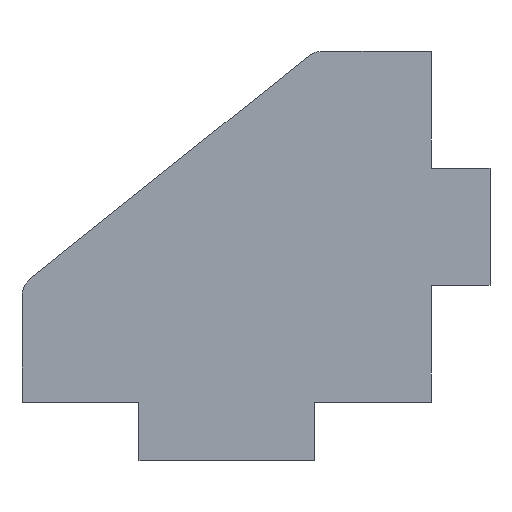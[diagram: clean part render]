
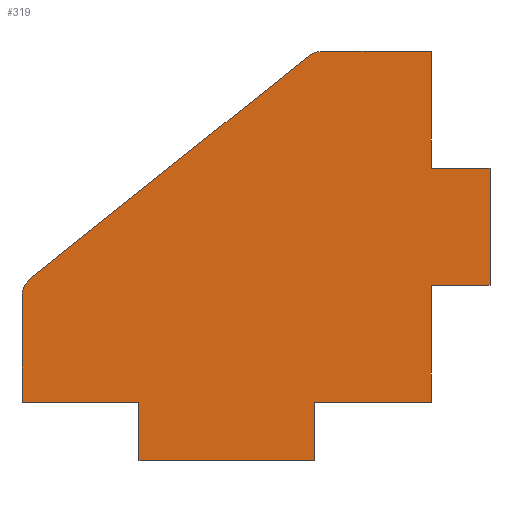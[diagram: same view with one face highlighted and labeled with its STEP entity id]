
A CAD part, left-side view. The second image highlights one B-rep face of the part: STEP entity #319.
In plain terms, the highlighted planar face has unit normal (-1, 0, 0).
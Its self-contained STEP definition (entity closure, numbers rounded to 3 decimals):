
#16=PLANE('',#352);
#32=FACE_OUTER_BOUND('',#49,.T.);
#49=EDGE_LOOP('',(#233,#234,#235,#236,#237,#238,#239,#240,#241,#242,#243,
#244,#245,#246,#247));
#66=LINE('',#466,#107);
#69=LINE('',#472,#110);
#70=LINE('',#476,#111);
#71=LINE('',#478,#112);
#72=LINE('',#480,#113);
#73=LINE('',#482,#114);
#74=LINE('',#484,#115);
#75=LINE('',#486,#116);
#76=LINE('',#488,#117);
#77=LINE('',#490,#118);
#78=LINE('',#492,#119);
#79=LINE('',#494,#120);
#80=LINE('',#495,#121);
#107=VECTOR('',#381,10.);
#110=VECTOR('',#386,10.);
#111=VECTOR('',#389,10.);
#112=VECTOR('',#390,10.);
#113=VECTOR('',#391,10.);
#114=VECTOR('',#392,10.);
#115=VECTOR('',#393,10.);
#116=VECTOR('',#394,10.);
#117=VECTOR('',#395,10.);
#118=VECTOR('',#396,10.);
#119=VECTOR('',#397,10.);
#120=VECTOR('',#398,10.);
#121=VECTOR('',#399,10.);
#147=CIRCLE('',#350,2.);
#148=CIRCLE('',#353,2.);
#152=VERTEX_POINT('',#459);
#153=VERTEX_POINT('',#461);
#154=VERTEX_POINT('',#465);
#156=VERTEX_POINT('',#471);
#157=VERTEX_POINT('',#473);
#158=VERTEX_POINT('',#475);
#159=VERTEX_POINT('',#477);
#160=VERTEX_POINT('',#479);
#161=VERTEX_POINT('',#481);
#162=VERTEX_POINT('',#483);
#163=VERTEX_POINT('',#485);
#164=VERTEX_POINT('',#487);
#165=VERTEX_POINT('',#489);
#166=VERTEX_POINT('',#491);
#167=VERTEX_POINT('',#493);
#182=EDGE_CURVE('',#152,#153,#147,.T.);
#184=EDGE_CURVE('',#154,#153,#66,.T.);
#187=EDGE_CURVE('',#156,#152,#69,.T.);
#188=EDGE_CURVE('',#157,#156,#148,.T.);
#189=EDGE_CURVE('',#158,#157,#70,.T.);
#190=EDGE_CURVE('',#158,#159,#71,.T.);
#191=EDGE_CURVE('',#160,#159,#72,.T.);
#192=EDGE_CURVE('',#161,#160,#73,.T.);
#193=EDGE_CURVE('',#162,#161,#74,.T.);
#194=EDGE_CURVE('',#163,#162,#75,.T.);
#195=EDGE_CURVE('',#163,#164,#76,.T.);
#196=EDGE_CURVE('',#165,#164,#77,.T.);
#197=EDGE_CURVE('',#166,#165,#78,.T.);
#198=EDGE_CURVE('',#167,#166,#79,.T.);
#199=EDGE_CURVE('',#167,#154,#80,.T.);
#233=ORIENTED_EDGE('',*,*,#182,.F.);
#234=ORIENTED_EDGE('',*,*,#187,.F.);
#235=ORIENTED_EDGE('',*,*,#188,.F.);
#236=ORIENTED_EDGE('',*,*,#189,.F.);
#237=ORIENTED_EDGE('',*,*,#190,.T.);
#238=ORIENTED_EDGE('',*,*,#191,.F.);
#239=ORIENTED_EDGE('',*,*,#192,.F.);
#240=ORIENTED_EDGE('',*,*,#193,.F.);
#241=ORIENTED_EDGE('',*,*,#194,.F.);
#242=ORIENTED_EDGE('',*,*,#195,.T.);
#243=ORIENTED_EDGE('',*,*,#196,.F.);
#244=ORIENTED_EDGE('',*,*,#197,.F.);
#245=ORIENTED_EDGE('',*,*,#198,.F.);
#246=ORIENTED_EDGE('',*,*,#199,.T.);
#247=ORIENTED_EDGE('',*,*,#184,.T.);
#319=ADVANCED_FACE('',(#32),#16,.F.);
#350=AXIS2_PLACEMENT_3D('',#462,#376,#377);
#352=AXIS2_PLACEMENT_3D('',#470,#384,#385);
#353=AXIS2_PLACEMENT_3D('',#474,#387,#388);
#376=DIRECTION('center_axis',(1.,0.,0.));
#377=DIRECTION('ref_axis',(0.,0.331,0.944));
#381=DIRECTION('',(0.,1.,0.));
#384=DIRECTION('center_axis',(1.,0.,0.));
#385=DIRECTION('ref_axis',(0.,0.,-1.));
#386=DIRECTION('',(0.,-0.781,0.625));
#387=DIRECTION('center_axis',(1.,0.,0.));
#388=DIRECTION('ref_axis',(0.,0.901,0.433));
#389=DIRECTION('',(0.,0.,1.));
#390=DIRECTION('',(0.,-1.,0.));
#391=DIRECTION('',(0.,0.,1.));
#392=DIRECTION('',(0.,1.,0.));
#393=DIRECTION('',(0.,0.,-1.));
#394=DIRECTION('',(0.,1.,0.));
#395=DIRECTION('',(0.,0.,1.));
#396=DIRECTION('',(0.,1.,0.));
#397=DIRECTION('',(0.,0.,-1.));
#398=DIRECTION('',(0.,-1.,0.));
#399=DIRECTION('',(0.,0.,1.));
#459=CARTESIAN_POINT('',(0.,10.548,79.562));
#461=CARTESIAN_POINT('',(0.,9.298,80.));
#462=CARTESIAN_POINT('Origin',(0.,9.298,78.));
#465=CARTESIAN_POINT('',(0.,0.,80.));
#466=CARTESIAN_POINT('',(0.,0.,80.));
#470=CARTESIAN_POINT('Origin',(0.,15.,62.5));
#471=CARTESIAN_POINT('',(0.,34.249,60.6));
#472=CARTESIAN_POINT('',(0.,35.,60.));
#473=CARTESIAN_POINT('',(0.,35.,59.039));
#474=CARTESIAN_POINT('Origin',(0.,33.,59.039));
#475=CARTESIAN_POINT('',(0.,35.,50.));
#476=CARTESIAN_POINT('',(0.,35.,50.));
#477=CARTESIAN_POINT('',(0.,25.,50.));
#478=CARTESIAN_POINT('',(0.,35.,50.));
#479=CARTESIAN_POINT('',(0.,25.,45.));
#480=CARTESIAN_POINT('',(0.,25.,45.));
#481=CARTESIAN_POINT('',(0.,10.,45.));
#482=CARTESIAN_POINT('',(0.,10.,45.));
#483=CARTESIAN_POINT('',(0.,10.,50.));
#484=CARTESIAN_POINT('',(0.,10.,50.));
#485=CARTESIAN_POINT('',(0.,0.,50.));
#486=CARTESIAN_POINT('',(0.,0.,50.));
#487=CARTESIAN_POINT('',(0.,0.,60.));
#488=CARTESIAN_POINT('',(0.,0.,50.));
#489=CARTESIAN_POINT('',(0.,-5.,60.));
#490=CARTESIAN_POINT('',(0.,-5.,60.));
#491=CARTESIAN_POINT('',(0.,-5.,70.));
#492=CARTESIAN_POINT('',(0.,-5.,70.));
#493=CARTESIAN_POINT('',(0.,0.,70.));
#494=CARTESIAN_POINT('',(0.,0.,70.));
#495=CARTESIAN_POINT('',(0.,0.,50.));
